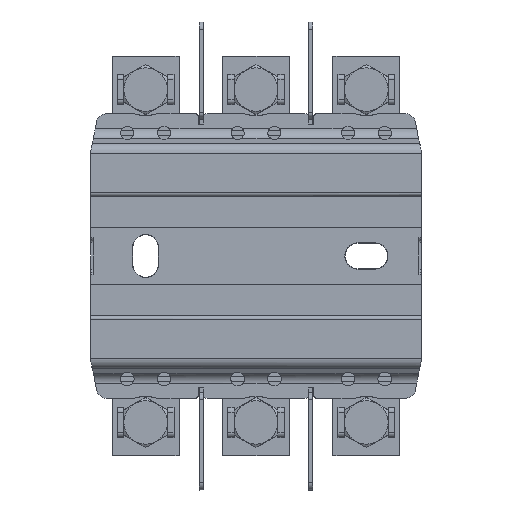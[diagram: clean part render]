
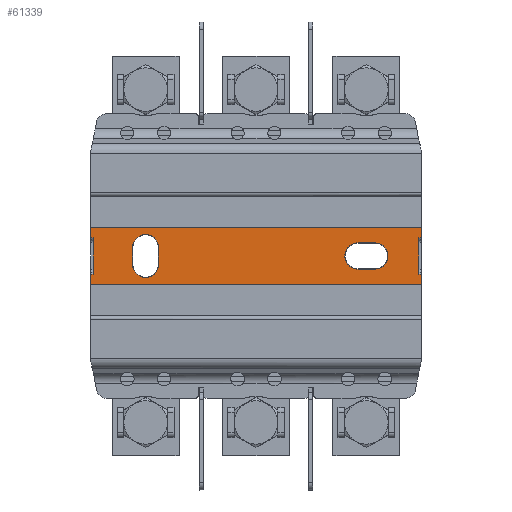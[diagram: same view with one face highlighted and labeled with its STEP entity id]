
A CAD part, front view. The second image highlights one B-rep face of the part: STEP entity #61339.
In plain terms, the highlighted face is planar.
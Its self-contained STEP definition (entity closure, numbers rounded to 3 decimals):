
#20734=DIRECTION('',(0.,0.,1.));
#20735=VECTOR('',#20734,3.04);
#20736=CARTESIAN_POINT('',(1.9,-49.497,-8.536));
#20737=LINE('',#20736,#20735);
#20761=CARTESIAN_POINT('',(1.9,-49.497,5.496));
#20766=DIRECTION('',(0.,0.,1.));
#20767=VECTOR('',#20766,3.031);
#20768=CARTESIAN_POINT('',(1.9,-49.497,5.496));
#20769=LINE('',#20768,#20767);
#28872=CARTESIAN_POINT('',(1.9,49.497,-5.496));
#28987=DIRECTION('',(0.,1.,0.));
#28988=VECTOR('',#28987,98.993);
#28989=CARTESIAN_POINT('',(1.9,-49.497,8.527));
#28990=LINE('',#28989,#28988);
#29008=DIRECTION('',(0.,1.,0.));
#29009=VECTOR('',#29008,98.993);
#29010=CARTESIAN_POINT('',(1.9,-49.497,-8.536));
#29011=LINE('',#29010,#29009);
#29015=DIRECTION('',(0.,0.,1.));
#29016=VECTOR('',#29015,3.04);
#29017=CARTESIAN_POINT('',(1.9,49.497,-8.536));
#29018=LINE('',#29017,#29016);
#29022=DIRECTION('',(0.,0.,1.));
#29023=VECTOR('',#29022,3.031);
#29024=CARTESIAN_POINT('',(1.9,49.497,5.496));
#29025=LINE('',#29024,#29023);
#29029=CARTESIAN_POINT('',(1.9,33.,2.5));
#29030=DIRECTION('',(-1.,0.,0.));
#29031=DIRECTION('',(0.,-1.,0.));
#29032=AXIS2_PLACEMENT_3D('',#29029,#29030,#29031);
#29037=CARTESIAN_POINT('',(1.9,33.,-2.5));
#29038=DIRECTION('',(-1.,0.,0.));
#29039=DIRECTION('',(0.,1.,0.));
#29040=AXIS2_PLACEMENT_3D('',#29037,#29038,#29039);
#29045=CARTESIAN_POINT('',(1.9,-35.5,0.));
#29046=DIRECTION('',(-1.,0.,0.));
#29047=DIRECTION('',(0.,0.,-1.));
#29048=AXIS2_PLACEMENT_3D('',#29045,#29046,#29047);
#29053=CARTESIAN_POINT('',(1.9,-30.5,0.));
#29054=DIRECTION('',(-1.,0.,0.));
#29055=DIRECTION('',(0.,0.,1.));
#29056=AXIS2_PLACEMENT_3D('',#29053,#29054,#29055);
#29230=DIRECTION('',(0.,1.,0.));
#29231=VECTOR('',#29230,0.811);
#29232=CARTESIAN_POINT('',(1.9,48.686,-5.496));
#29233=LINE('',#29232,#29231);
#29290=DIRECTION('',(0.,0.,-1.));
#29291=VECTOR('',#29290,10.991);
#29292=CARTESIAN_POINT('',(1.9,48.686,5.496));
#29293=LINE('',#29292,#29291);
#29371=DIRECTION('',(0.,-1.,0.));
#29372=VECTOR('',#29371,0.811);
#29373=CARTESIAN_POINT('',(1.9,49.497,5.496));
#29374=LINE('',#29373,#29372);
#29378=DIRECTION('',(0.,-1.,0.));
#29379=VECTOR('',#29378,0.811);
#29380=CARTESIAN_POINT('',(1.9,-48.686,5.496));
#29381=LINE('',#29380,#29379);
#29445=DIRECTION('',(0.,0.,1.));
#29446=VECTOR('',#29445,10.991);
#29447=CARTESIAN_POINT('',(1.9,-48.686,-5.496));
#29448=LINE('',#29447,#29446);
#29519=DIRECTION('',(0.,1.,0.));
#29520=VECTOR('',#29519,0.811);
#29521=CARTESIAN_POINT('',(1.9,-49.497,-5.496));
#29522=LINE('',#29521,#29520);
#29548=DIRECTION('',(0.,0.,-1.));
#29549=VECTOR('',#29548,5.);
#29550=CARTESIAN_POINT('',(1.9,29.063,2.5));
#29551=LINE('',#29550,#29549);
#29584=DIRECTION('',(0.,0.,1.));
#29585=VECTOR('',#29584,5.);
#29586=CARTESIAN_POINT('',(1.9,36.937,
-2.5));
#29587=LINE('',#29586,#29585);
#29994=DIRECTION('',(0.,1.,0.));
#29995=VECTOR('',#29994,5.);
#29996=CARTESIAN_POINT('',(1.9,-35.5,
-3.937));
#29997=LINE('',#29996,#29995);
#30418=DIRECTION('',(0.,-1.,0.));
#30419=VECTOR('',#30418,5.);
#30420=CARTESIAN_POINT('',(1.9,-30.5,
3.937));
#30421=LINE('',#30420,#30419);
#42119=CARTESIAN_POINT('',(1.9,-49.497,-8.536));
#42120=VERTEX_POINT('',#42119);
#42121=CARTESIAN_POINT('',(1.9,-49.497,-5.496));
#42122=VERTEX_POINT('',#42121);
#42132=VERTEX_POINT('',#20761);
#42133=CARTESIAN_POINT('',(1.9,-49.497,8.527));
#42134=VERTEX_POINT('',#42133);
#43311=CARTESIAN_POINT('',(1.9,49.497,8.527));
#43312=VERTEX_POINT('',#43311);
#43313=CARTESIAN_POINT('',(1.9,49.497,5.496));
#43314=VERTEX_POINT('',#43313);
#43324=VERTEX_POINT('',#28872);
#43325=CARTESIAN_POINT('',(1.9,49.497,-8.536));
#43326=VERTEX_POINT('',#43325);
#43350=CARTESIAN_POINT('',(1.9,48.686,-5.496));
#43351=VERTEX_POINT('',#43350);
#43352=CARTESIAN_POINT('',(1.9,48.686,5.496));
#43353=VERTEX_POINT('',#43352);
#43354=CARTESIAN_POINT('',(1.9,-48.686,5.496));
#43355=VERTEX_POINT('',#43354);
#43356=CARTESIAN_POINT('',(1.9,-48.686,-5.496));
#43357=VERTEX_POINT('',#43356);
#43358=CARTESIAN_POINT('',(1.9,29.063,2.5));
#43359=CARTESIAN_POINT('',(1.9,36.937,2.5));
#43360=VERTEX_POINT('',#43358);
#43361=VERTEX_POINT('',#43359);
#43362=CARTESIAN_POINT('',(1.9,36.937,
-2.5));
#43363=VERTEX_POINT('',#43362);
#43364=CARTESIAN_POINT('',(1.9,29.063,-2.5));
#43365=VERTEX_POINT('',#43364);
#43366=CARTESIAN_POINT('',(1.9,-35.5,
-3.937));
#43367=CARTESIAN_POINT('',(1.9,-30.5,
-3.937));
#43368=VERTEX_POINT('',#43366);
#43369=VERTEX_POINT('',#43367);
#43370=CARTESIAN_POINT('',(1.9,-35.5,3.937));
#43371=VERTEX_POINT('',#43370);
#43372=CARTESIAN_POINT('',(1.9,-30.5,
3.937));
#43373=VERTEX_POINT('',#43372);
#61293=CARTESIAN_POINT('',(1.9,0.,7.15));
#61294=DIRECTION('',(-1.,0.,0.));
#61295=DIRECTION('',(0.,0.,1.));
#61296=AXIS2_PLACEMENT_3D('',#61293,#61294,#61295);
#61297=PLANE('',#61296);
#61299=ORIENTED_EDGE('',*,*,#61298,.T.);
#61300=ORIENTED_EDGE('',*,*,#61191,.T.);
#61302=ORIENTED_EDGE('',*,*,#61301,.F.);
#61304=ORIENTED_EDGE('',*,*,#61303,.F.);
#61306=ORIENTED_EDGE('',*,*,#61305,.F.);
#61307=ORIENTED_EDGE('',*,*,#61175,.T.);
#61308=ORIENTED_EDGE('',*,*,#61279,.F.);
#61309=ORIENTED_EDGE('',*,*,#48472,.F.);
#61311=ORIENTED_EDGE('',*,*,#61310,.F.);
#61313=ORIENTED_EDGE('',*,*,#61312,.F.);
#61315=ORIENTED_EDGE('',*,*,#61314,.F.);
#61316=ORIENTED_EDGE('',*,*,#48456,.F.);
#61317=EDGE_LOOP('',(#61299,#61300,#61302,#61304,#61306,#61307,#61308,#61309,
#61311,#61313,#61315,#61316));
#61318=FACE_OUTER_BOUND('',#61317,.F.);
#61320=ORIENTED_EDGE('',*,*,#61319,.T.);
#61322=ORIENTED_EDGE('',*,*,#61321,.F.);
#61324=ORIENTED_EDGE('',*,*,#61323,.T.);
#61326=ORIENTED_EDGE('',*,*,#61325,.F.);
#61327=EDGE_LOOP('',(#61320,#61322,#61324,#61326));
#61328=FACE_BOUND('',#61327,.F.);
#61330=ORIENTED_EDGE('',*,*,#61329,.F.);
#61332=ORIENTED_EDGE('',*,*,#61331,.T.);
#61334=ORIENTED_EDGE('',*,*,#61333,.F.);
#61336=ORIENTED_EDGE('',*,*,#61335,.T.);
#61337=EDGE_LOOP('',(#61330,#61332,#61334,#61336));
#61338=FACE_BOUND('',#61337,.F.);
#29033=CIRCLE('',#29032,3.937);
#29041=CIRCLE('',#29040,3.937);
#29049=CIRCLE('',#29048,3.937);
#29057=CIRCLE('',#29056,3.937);
#48456=EDGE_CURVE('',#42120,#42122,#20737,.T.);
#48472=EDGE_CURVE('',#42132,#42134,#20769,.T.);
#61175=EDGE_CURVE('',#43314,#43312,#29025,.T.);
#61191=EDGE_CURVE('',#43326,#43324,#29018,.T.);
#61279=EDGE_CURVE('',#42134,#43312,#28990,.T.);
#61298=EDGE_CURVE('',#42120,#43326,#29011,.T.);
#61301=EDGE_CURVE('',#43351,#43324,#29233,.T.);
#61303=EDGE_CURVE('',#43353,#43351,#29293,.T.);
#61305=EDGE_CURVE('',#43314,#43353,#29374,.T.);
#61310=EDGE_CURVE('',#43355,#42132,#29381,.T.);
#61312=EDGE_CURVE('',#43357,#43355,#29448,.T.);
#61314=EDGE_CURVE('',#42122,#43357,#29522,.T.);
#61319=EDGE_CURVE('',#43360,#43361,#29033,.T.);
#61321=EDGE_CURVE('',#43363,#43361,#29587,.T.);
#61323=EDGE_CURVE('',#43363,#43365,#29041,.T.);
#61325=EDGE_CURVE('',#43360,#43365,#29551,.T.);
#61329=EDGE_CURVE('',#43368,#43369,#29997,.T.);
#61331=EDGE_CURVE('',#43368,#43371,#29049,.T.);
#61333=EDGE_CURVE('',#43373,#43371,#30421,.T.);
#61335=EDGE_CURVE('',#43373,#43369,#29057,.T.);
#61339=ADVANCED_FACE('',(#61318,#61328,#61338),#61297,.T.);
